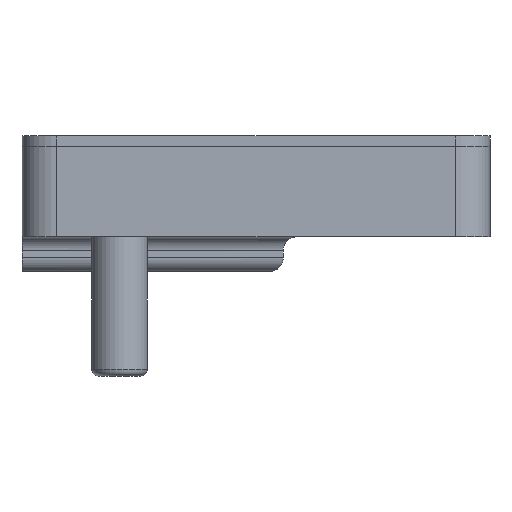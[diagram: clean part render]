
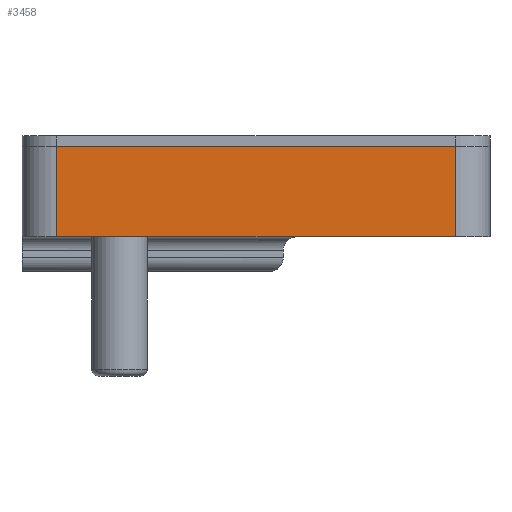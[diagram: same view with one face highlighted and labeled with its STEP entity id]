
A CAD part, left-side view. The second image highlights one B-rep face of the part: STEP entity #3458.
In plain terms, the highlighted planar face has unit normal (-1, 0, 0).
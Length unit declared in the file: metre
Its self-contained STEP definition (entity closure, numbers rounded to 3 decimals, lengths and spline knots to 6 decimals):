
#611=ORIENTED_EDGE('',*,*,#1338,.T.);
#612=ORIENTED_EDGE('',*,*,#1435,.T.);
#613=ORIENTED_EDGE('',*,*,#1421,.F.);
#614=ORIENTED_EDGE('',*,*,#1436,.T.);
#1338=EDGE_CURVE('',#1780,#1779,#2100,.T.);
#1421=EDGE_CURVE('',#1861,#1862,#2168,.T.);
#1435=EDGE_CURVE('',#1779,#1862,#2171,.F.);
#1436=EDGE_CURVE('',#1861,#1780,#2172,.T.);
#1779=VERTEX_POINT('',#5315);
#1780=VERTEX_POINT('',#5317);
#1861=VERTEX_POINT('',#5483);
#1862=VERTEX_POINT('',#5484);
#2100=LINE('',#5316,#2479);
#2168=LINE('',#5482,#2547);
#2171=LINE('',#5521,#2550);
#2172=LINE('',#5522,#2551);
#2479=VECTOR('',#4306,1.);
#2547=VECTOR('',#4408,1.);
#2550=VECTOR('',#4457,1.);
#2551=VECTOR('',#4458,1.);
#2860=EDGE_LOOP('',(#611,#612,#613,#614));
#3117=FACE_BOUND('',#2860,.T.);
#3288=PLANE('',#3798);
#3458=ADVANCED_FACE('',(#3117),#3288,.F.);
#3798=AXIS2_PLACEMENT_3D('',#5520,#4455,#4456);
#4306=DIRECTION('',(0.,-1.,0.));
#4408=DIRECTION('',(0.,-1.,0.));
#4455=DIRECTION('',(1.,0.,0.));
#4456=DIRECTION('',(0.,0.,-1.));
#4457=DIRECTION('',(0.,0.,-1.));
#4458=DIRECTION('',(0.,0.,-1.));
#5315=CARTESIAN_POINT('',(-0.0515,-0.0286,0.));
#5316=CARTESIAN_POINT('',(-0.0515,0.,0.));
#5317=CARTESIAN_POINT('',(-0.0515,0.0286,0.));
#5482=CARTESIAN_POINT('',(-0.0515,0.,0.013));
#5483=CARTESIAN_POINT('',(-0.0515,0.0286,0.013));
#5484=CARTESIAN_POINT('',(-0.0515,-0.0286,0.013));
#5520=CARTESIAN_POINT('',(-0.0515,0.,0.013));
#5521=CARTESIAN_POINT('',(-0.0515,-0.0286,0.013));
#5522=CARTESIAN_POINT('',(-0.0515,0.0286,0.013));
